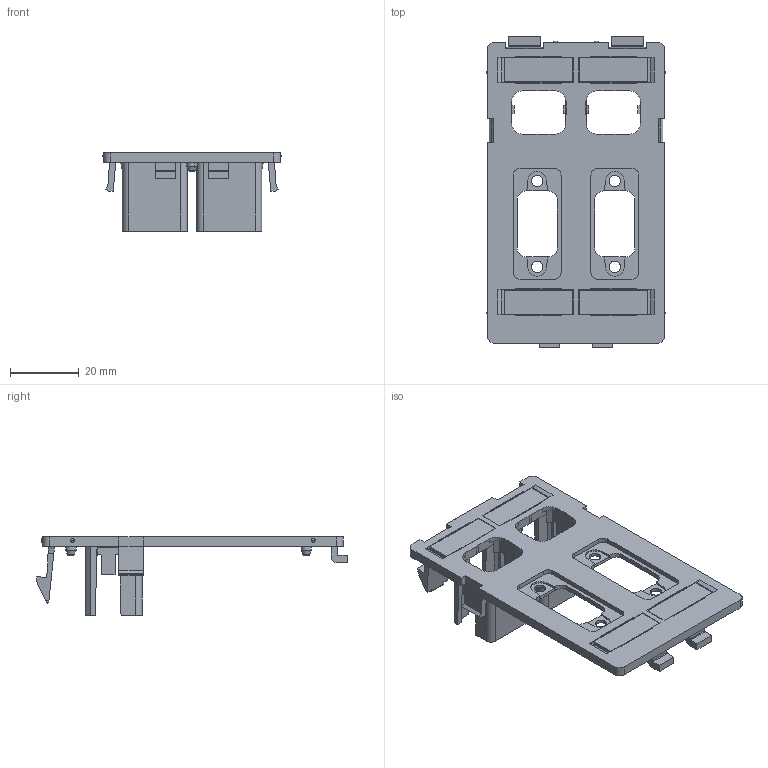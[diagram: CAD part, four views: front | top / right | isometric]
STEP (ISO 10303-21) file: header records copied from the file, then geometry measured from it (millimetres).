
FILE_DESCRIPTION(('CATIA V5 STEP Exchange','CAx-IF Rec.Pracs.--- Model Styling and Organization---1.4--- 2014-01-23'),'2;1');
FILE_NAME ('013600-2_2', '2019-10-09T17:11:01+00:00', ('none'), ('Weidmueller'), 'CATIA Version 5-6 Release 2016 SP3 HF44', 'CATIA V5 STEP AP214', 'none');
FILE_SCHEMA(('AUTOMOTIVE_DESIGN { 1 0 10303 214 1 1 1 1 }'));
Length unit declared in the file: millimetre
Products named in the file (1): 1450670000
Bounding box: 51.9 x 90.5 x 22.8 mm (x, y, z)
Volume: 12925.6 mm3; surface area: 15836.3 mm2
Topology: 5 solids, 5 shells, 702 faces, 1926 edges, 1258 vertices
Faces by surface type: plane 510, cylinder 126, torus 30, cone 14, sphere 12, bspline 8, extrusion 2
Entity records: 21258 total; most frequent: CARTESIAN_POINT 4717, ORIENTED_EDGE 3828, DIRECTION 2678, EDGE_CURVE 1914, VECTOR 1486, LINE 1484, VERTEX_POINT 1258, EDGE_LOOP 754
